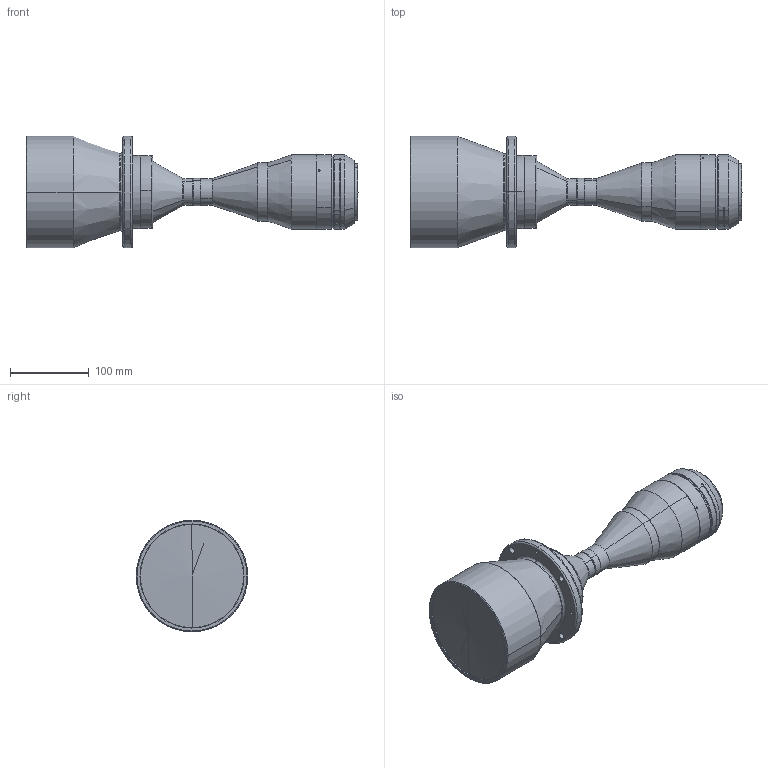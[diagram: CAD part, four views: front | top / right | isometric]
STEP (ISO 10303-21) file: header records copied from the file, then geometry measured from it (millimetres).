
FILE_DESCRIPTION (( 'STEP AP203' ), '1' );
FILE_NAME ('DTCM16K-100H-AL.STEP', '2020-11-12T12:25:25', ( '' ), ( '' ), 'SwSTEP 2.0', 'SolidWorks 2017', '' );
FILE_SCHEMA (( 'CONFIG_CONTROL_DESIGN' ));
Length unit declared in the file: millimetre
Products named in the file (1): DTCM16K-100H-AL
Bounding box: 422.77 x 142 x 142 mm (x, y, z)
Volume: 3081999 mm3; surface area: 166368.6 mm2
Topology: 1 solids, 1 shells, 141 faces, 353 edges, 224 vertices
Faces by surface type: cylinder 66, cone 37, plane 22, bspline 16
Entity records: 5253 total; most frequent: CARTESIAN_POINT 1787, DIRECTION 746, ORIENTED_EDGE 698, EDGE_CURVE 349, AXIS2_PLACEMENT_3D 313, VERTEX_POINT 224, CIRCLE 187, EDGE_LOOP 171
